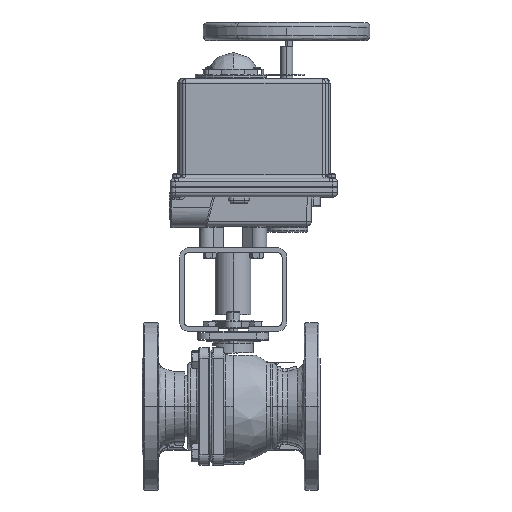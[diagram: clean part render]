
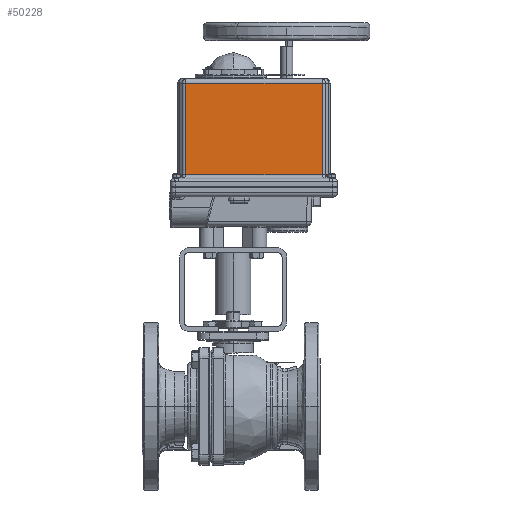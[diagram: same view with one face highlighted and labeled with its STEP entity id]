
A CAD part, top view. The second image highlights one B-rep face of the part: STEP entity #50228.
In plain terms, the highlighted planar face has unit normal (0, 0, 1).
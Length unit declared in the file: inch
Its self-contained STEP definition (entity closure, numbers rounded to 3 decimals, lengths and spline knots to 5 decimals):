
#1593 = CARTESIAN_POINT ( 'NONE',  ( -1.98733, 9.70911, 4.315 ) ) ;
#4203 = EDGE_CURVE ( 'NONE', #25034, #51496, #26407, .T. ) ;
#4773 = DIRECTION ( 'NONE',  ( 0., 0., -1. ) ) ;
#7329 = ORIENTED_EDGE ( 'NONE', *, *, #16248, .T. ) ;
#11159 = FACE_OUTER_BOUND ( 'NONE', #32856, .T. ) ;
#14776 = LINE ( 'NONE', #21420, #49090 ) ;
#15054 = CARTESIAN_POINT ( 'NONE',  ( 3.73733, 9.70911, 4.315 ) ) ;
#16248 = EDGE_CURVE ( 'NONE', #43608, #20933, #34213, .T. ) ;
#17014 = CARTESIAN_POINT ( 'NONE',  ( -2.315, 13.55161, 4.315 ) ) ;
#20933 = VERTEX_POINT ( 'NONE', #15054 ) ;
#21335 = DIRECTION ( 'NONE',  ( 1., 0., 0. ) ) ;
#21420 = CARTESIAN_POINT ( 'NONE',  ( -1.98733, 13.73911, 4.315 ) ) ;
#22693 = PLANE ( 'NONE',  #57975 ) ;
#25034 = VERTEX_POINT ( 'NONE', #38218 ) ;
#26407 = LINE ( 'NONE', #17014, #48769 ) ;
#27011 = DIRECTION ( 'NONE',  ( 1., 0., 0. ) ) ;
#31397 = ORIENTED_EDGE ( 'NONE', *, *, #4203, .F. ) ;
#31658 = CARTESIAN_POINT ( 'NONE',  ( -2.315, 13.73911, 4.315 ) ) ;
#32598 = CARTESIAN_POINT ( 'NONE',  ( 3.73733, 13.55161, 4.315 ) ) ;
#32856 = EDGE_LOOP ( 'NONE', ( #45706, #7329, #33557, #31397 ) ) ;
#33167 = DIRECTION ( 'NONE',  ( 0., -1., 0. ) ) ;
#33540 = CARTESIAN_POINT ( 'NONE',  ( 3.73733, 13.73911, 4.315 ) ) ;
#33557 = ORIENTED_EDGE ( 'NONE', *, *, #50508, .F. ) ;
#34213 = LINE ( 'NONE', #49264, #56628 ) ;
#34371 = EDGE_CURVE ( 'NONE', #43608, #25034, #14776, .T. ) ;
#36136 = DIRECTION ( 'NONE',  ( -1., 0., 0. ) ) ;
#38218 = CARTESIAN_POINT ( 'NONE',  ( -1.98733, 13.55161, 4.315 ) ) ;
#39858 = VECTOR ( 'NONE', #33167, 39.37008 ) ;
#41246 = LINE ( 'NONE', #33540, #39858 ) ;
#43608 = VERTEX_POINT ( 'NONE', #1593 ) ;
#45706 = ORIENTED_EDGE ( 'NONE', *, *, #34371, .F. ) ;
#48769 = VECTOR ( 'NONE', #21335, 39.37008 ) ;
#49090 = VECTOR ( 'NONE', #52683, 39.37008 ) ;
#49264 = CARTESIAN_POINT ( 'NONE',  ( -2.315, 9.70911, 4.315 ) ) ;
#50228 = ADVANCED_FACE ( 'NONE', ( #11159 ), #22693, .F. ) ;
#50508 = EDGE_CURVE ( 'NONE', #51496, #20933, #41246, .T. ) ;
#51496 = VERTEX_POINT ( 'NONE', #32598 ) ;
#52683 = DIRECTION ( 'NONE',  ( 0., 1., 0. ) ) ;
#56628 = VECTOR ( 'NONE', #27011, 39.37008 ) ;
#57975 = AXIS2_PLACEMENT_3D ( 'NONE', #31658, #4773, #36136 ) ;
